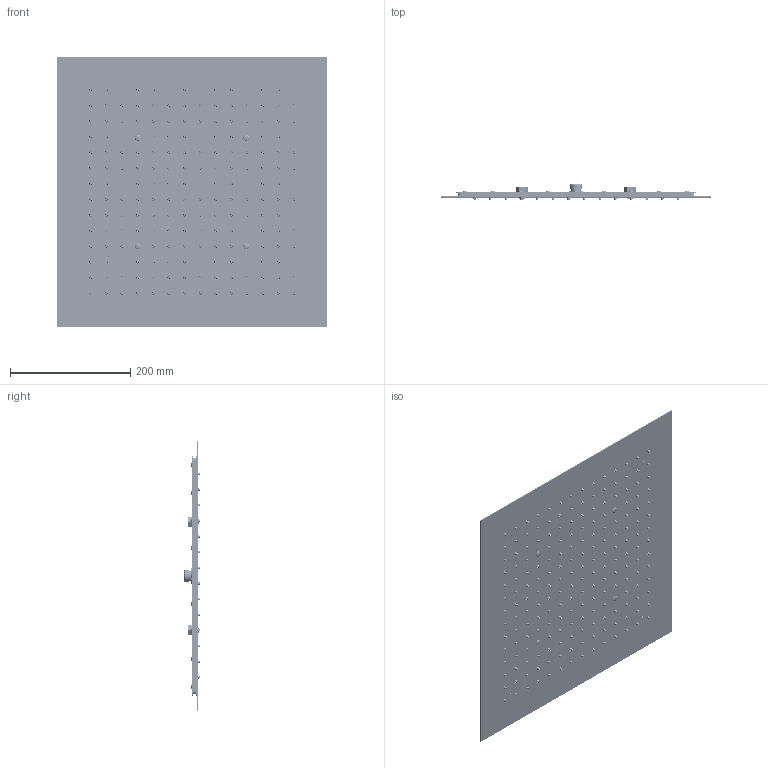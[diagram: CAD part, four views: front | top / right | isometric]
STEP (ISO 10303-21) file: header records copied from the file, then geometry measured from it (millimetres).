
FILE_DESCRIPTION (( 'STEP AP203' ), '1' );
FILE_NAME ('99Z312912.STEP', '2025-11-13T09:30:07', ( '' ), ( '' ), 'SwSTEP 2.0', 'SolidWorks 2021', '' );
FILE_SCHEMA (( 'CONFIG_CONTROL_DESIGN' ));
Length unit declared in the file: millimetre
Products named in the file (1): 99Z312912
Bounding box: 450 x 26.5 x 450 mm (x, y, z)
Volume: 1454814.6 mm3; surface area: 514058.8 mm2
Topology: 197 solids, 197 shells, 5288 faces, 10646 edges, 6812 vertices
Faces by surface type: cylinder 2900, plane 1528, cone 780, torus 72, bspline 8
Entity records: 140587 total; most frequent: DIRECTION 27932, CARTESIAN_POINT 22843, ORIENTED_EDGE 21276, AXIS2_PLACEMENT_3D 12021, EDGE_CURVE 10638, VERTEX_POINT 6812, EDGE_LOOP 6748, CIRCLE 6740
